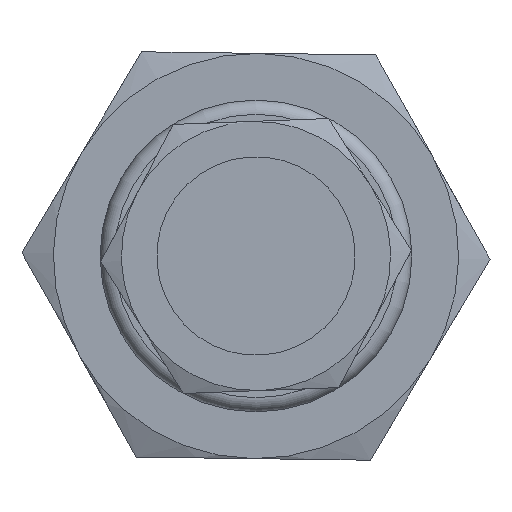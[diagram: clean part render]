
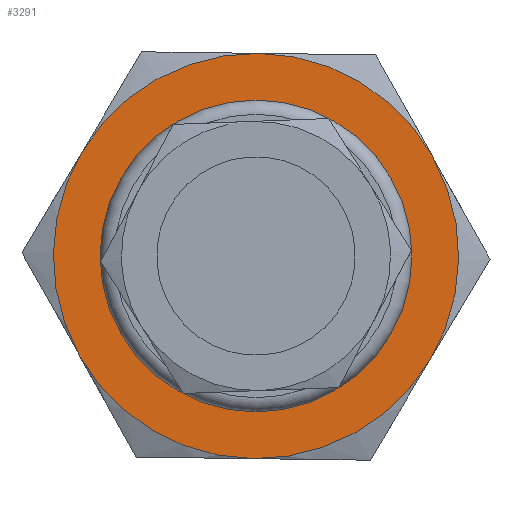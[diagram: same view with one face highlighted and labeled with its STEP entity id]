
A CAD part, left-side view. The second image highlights one B-rep face of the part: STEP entity #3291.
In plain terms, the highlighted planar face has unit normal (-1, 0, 0).
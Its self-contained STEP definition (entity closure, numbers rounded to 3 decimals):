
#20 = EDGE_CURVE ( 'NONE', #33, #1382, #132, .T. ) ;
#33 = VERTEX_POINT ( 'NONE', #1448 ) ;
#115 = CARTESIAN_POINT ( 'NONE',  ( 0., 0., -10. ) ) ;
#118 = ORIENTED_EDGE ( 'NONE', *, *, #2936, .T. ) ;
#132 = CIRCLE ( 'NONE', #1832, 14.3 ) ;
#230 = DIRECTION ( 'NONE',  ( 0., 0., -1. ) ) ;
#312 = DIRECTION ( 'NONE',  ( 0., 0., 1. ) ) ;
#395 = DIRECTION ( 'NONE',  ( 0., 0., 1. ) ) ;
#396 = CIRCLE ( 'NONE', #2806, 14.3 ) ;
#406 = AXIS2_PLACEMENT_3D ( 'NONE', #2662, #3882, #230 ) ;
#647 = CARTESIAN_POINT ( 'NONE',  ( 0., 0., 0. ) ) ;
#869 = CARTESIAN_POINT ( 'NONE',  ( 0., 0., 14.3 ) ) ;
#899 = CIRCLE ( 'NONE', #2626, 10. ) ;
#957 = EDGE_LOOP ( 'NONE', ( #1135, #2247, #118, #2809, #3080, #2214 ) ) ;
#1042 = AXIS2_PLACEMENT_3D ( 'NONE', #1597, #2609, #1708 ) ;
#1088 = DIRECTION ( 'NONE',  ( 0., 0., 1. ) ) ;
#1135 = ORIENTED_EDGE ( 'NONE', *, *, #20, .T. ) ;
#1150 = EDGE_CURVE ( 'NONE', #3407, #3633, #899, .T. ) ;
#1269 = DIRECTION ( 'NONE',  ( 1., 0., 0. ) ) ;
#1283 = ORIENTED_EDGE ( 'NONE', *, *, #1150, .T. ) ;
#1289 = CIRCLE ( 'NONE', #1042, 14.3 ) ;
#1382 = VERTEX_POINT ( 'NONE', #1555 ) ;
#1385 = CIRCLE ( 'NONE', #3765, 14.3 ) ;
#1442 = VERTEX_POINT ( 'NONE', #3016 ) ;
#1447 = EDGE_CURVE ( 'NONE', #3633, #3407, #3844, .T. ) ;
#1448 = CARTESIAN_POINT ( 'NONE',  ( 0., 12.384, -7.15 ) ) ;
#1532 = CIRCLE ( 'NONE', #3077, 14.3 ) ;
#1552 = CARTESIAN_POINT ( 'NONE',  ( 0., 0., 0. ) ) ;
#1555 = CARTESIAN_POINT ( 'NONE',  ( 0., 0., -14.3 ) ) ;
#1564 = CARTESIAN_POINT ( 'NONE',  ( 0., 0., 0. ) ) ;
#1595 = DIRECTION ( 'NONE',  ( -1., 0., 0. ) ) ;
#1597 = CARTESIAN_POINT ( 'NONE',  ( 0., 0., 0. ) ) ;
#1616 = EDGE_CURVE ( 'NONE', #3060, #33, #1532, .T. ) ;
#1708 = DIRECTION ( 'NONE',  ( 0., 0., 1. ) ) ;
#1771 = CARTESIAN_POINT ( 'NONE',  ( 0., 0., 0. ) ) ;
#1832 = AXIS2_PLACEMENT_3D ( 'NONE', #2661, #3598, #1088 ) ;
#1891 = CARTESIAN_POINT ( 'NONE',  ( 0., 0., 0. ) ) ;
#1897 = VERTEX_POINT ( 'NONE', #2975 ) ;
#1977 = CIRCLE ( 'NONE', #3197, 14.3 ) ;
#1983 = EDGE_LOOP ( 'NONE', ( #1283, #3768 ) ) ;
#2020 = DIRECTION ( 'NONE',  ( -1., 0., 0. ) ) ;
#2127 = AXIS2_PLACEMENT_3D ( 'NONE', #1552, #1269, #3706 ) ;
#2175 = FACE_OUTER_BOUND ( 'NONE', #957, .T. ) ;
#2214 = ORIENTED_EDGE ( 'NONE', *, *, #1616, .T. ) ;
#2247 = ORIENTED_EDGE ( 'NONE', *, *, #3334, .T. ) ;
#2326 = CARTESIAN_POINT ( 'NONE',  ( 0., 12.384, 7.15 ) ) ;
#2330 = CARTESIAN_POINT ( 'NONE',  ( 0., 0., 0. ) ) ;
#2609 = DIRECTION ( 'NONE',  ( -1., 0., 0. ) ) ;
#2626 = AXIS2_PLACEMENT_3D ( 'NONE', #2330, #2656, #3790 ) ;
#2656 = DIRECTION ( 'NONE',  ( 1., 0., 0. ) ) ;
#2661 = CARTESIAN_POINT ( 'NONE',  ( 0., 0., 0. ) ) ;
#2662 = CARTESIAN_POINT ( 'NONE',  ( 0., 0., 0. ) ) ;
#2664 = DIRECTION ( 'NONE',  ( 0., 0., 1. ) ) ;
#2804 = FACE_BOUND ( 'NONE', #1983, .T. ) ;
#2806 = AXIS2_PLACEMENT_3D ( 'NONE', #1771, #2020, #2664 ) ;
#2809 = ORIENTED_EDGE ( 'NONE', *, *, #3913, .T. ) ;
#2847 = DIRECTION ( 'NONE',  ( 0., 0., 1. ) ) ;
#2936 = EDGE_CURVE ( 'NONE', #1442, #1897, #1977, .T. ) ;
#2975 = CARTESIAN_POINT ( 'NONE',  ( 0., -12.384, 7.15 ) ) ;
#2999 = CARTESIAN_POINT ( 'NONE',  ( 0., 0., 10. ) ) ;
#3016 = CARTESIAN_POINT ( 'NONE',  ( 0., -12.384, -7.15 ) ) ;
#3060 = VERTEX_POINT ( 'NONE', #2326 ) ;
#3077 = AXIS2_PLACEMENT_3D ( 'NONE', #1564, #3423, #312 ) ;
#3080 = ORIENTED_EDGE ( 'NONE', *, *, #3696, .T. ) ;
#3197 = AXIS2_PLACEMENT_3D ( 'NONE', #1891, #1595, #2847 ) ;
#3291 = ADVANCED_FACE ( 'NONE', ( #2804, #2175 ), #3688, .F. ) ;
#3334 = EDGE_CURVE ( 'NONE', #1382, #1442, #1289, .T. ) ;
#3407 = VERTEX_POINT ( 'NONE', #2999 ) ;
#3423 = DIRECTION ( 'NONE',  ( -1., 0., 0. ) ) ;
#3424 = DIRECTION ( 'NONE',  ( -1., 0., 0. ) ) ;
#3598 = DIRECTION ( 'NONE',  ( -1., 0., 0. ) ) ;
#3633 = VERTEX_POINT ( 'NONE', #115 ) ;
#3688 = PLANE ( 'NONE',  #2127 ) ;
#3696 = EDGE_CURVE ( 'NONE', #3875, #3060, #1385, .T. ) ;
#3706 = DIRECTION ( 'NONE',  ( 0., 0., -1. ) ) ;
#3765 = AXIS2_PLACEMENT_3D ( 'NONE', #647, #3424, #395 ) ;
#3768 = ORIENTED_EDGE ( 'NONE', *, *, #1447, .T. ) ;
#3790 = DIRECTION ( 'NONE',  ( 0., 0., -1. ) ) ;
#3844 = CIRCLE ( 'NONE', #406, 10. ) ;
#3875 = VERTEX_POINT ( 'NONE', #869 ) ;
#3882 = DIRECTION ( 'NONE',  ( 1., 0., 0. ) ) ;
#3913 = EDGE_CURVE ( 'NONE', #1897, #3875, #396, .T. ) ;
